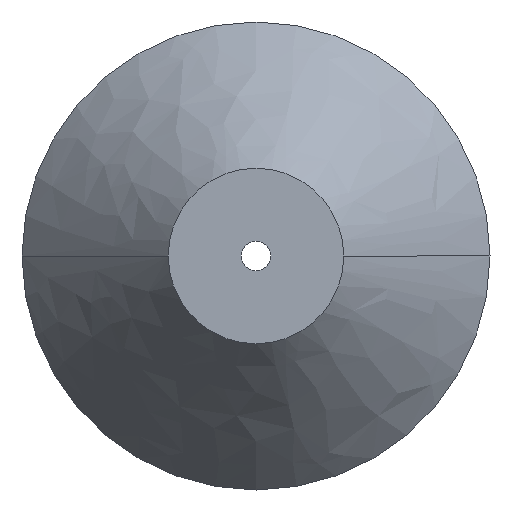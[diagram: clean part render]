
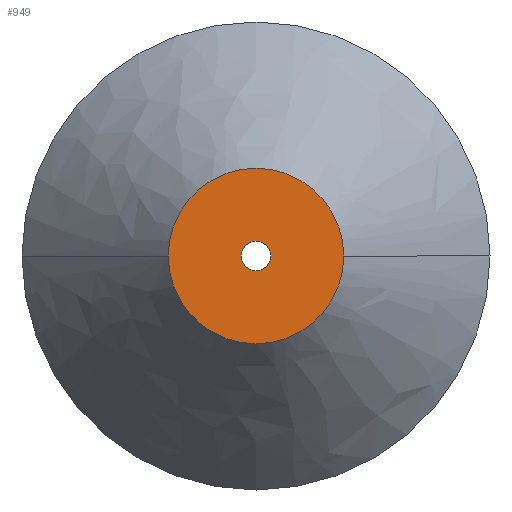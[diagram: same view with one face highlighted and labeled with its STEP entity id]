
A CAD part, front view. The second image highlights one B-rep face of the part: STEP entity #949.
In plain terms, the highlighted planar face has unit normal (0, -1, 0).
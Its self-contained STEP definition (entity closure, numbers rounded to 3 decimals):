
#30 = DIRECTION ( 'NONE',  ( 0., 0., 1. ) ) ;
#32 = ORIENTED_EDGE ( 'NONE', *, *, #51, .F. ) ;
#46 = CARTESIAN_POINT ( 'NONE',  ( 0., 0., 0. ) ) ;
#51 = EDGE_CURVE ( 'NONE', #105, #592, #364, .T. ) ;
#85 = CARTESIAN_POINT ( 'NONE',  ( 0., 0., -2.5 ) ) ;
#105 = VERTEX_POINT ( 'NONE', #577 ) ;
#110 = VERTEX_POINT ( 'NONE', #85 ) ;
#121 = PLANE ( 'NONE',  #220 ) ;
#130 = EDGE_CURVE ( 'NONE', #739, #110, #350, .T. ) ;
#154 = DIRECTION ( 'NONE',  ( 0., 1., 0. ) ) ;
#172 = ORIENTED_EDGE ( 'NONE', *, *, #830, .T. ) ;
#184 = FACE_OUTER_BOUND ( 'NONE', #467, .T. ) ;
#218 = CIRCLE ( 'NONE', #428, 15. ) ;
#220 = AXIS2_PLACEMENT_3D ( 'NONE', #46, #924, #30 ) ;
#270 = CARTESIAN_POINT ( 'NONE',  ( 0., 0., 0. ) ) ;
#315 = AXIS2_PLACEMENT_3D ( 'NONE', #270, #569, #863 ) ;
#350 = CIRCLE ( 'NONE', #773, 2.5 ) ;
#364 = CIRCLE ( 'NONE', #315, 15. ) ;
#428 = AXIS2_PLACEMENT_3D ( 'NONE', #880, #583, #807 ) ;
#467 = EDGE_LOOP ( 'NONE', ( #906, #32 ) ) ;
#527 = EDGE_CURVE ( 'NONE', #592, #105, #218, .T. ) ;
#549 = CIRCLE ( 'NONE', #654, 2.5 ) ;
#553 = FACE_BOUND ( 'NONE', #748, .T. ) ;
#569 = DIRECTION ( 'NONE',  ( 0., 1., 0. ) ) ;
#577 = CARTESIAN_POINT ( 'NONE',  ( -15., 0., 0. ) ) ;
#582 = CARTESIAN_POINT ( 'NONE',  ( 0., 0., 0. ) ) ;
#583 = DIRECTION ( 'NONE',  ( 0., 1., 0. ) ) ;
#585 = DIRECTION ( 'NONE',  ( 0., 1., 0. ) ) ;
#592 = VERTEX_POINT ( 'NONE', #707 ) ;
#654 = AXIS2_PLACEMENT_3D ( 'NONE', #582, #154, #733 ) ;
#707 = CARTESIAN_POINT ( 'NONE',  ( 15., 0., 0. ) ) ;
#733 = DIRECTION ( 'NONE',  ( 0., 0., 1. ) ) ;
#739 = VERTEX_POINT ( 'NONE', #875 ) ;
#748 = EDGE_LOOP ( 'NONE', ( #766, #172 ) ) ;
#766 = ORIENTED_EDGE ( 'NONE', *, *, #130, .T. ) ;
#773 = AXIS2_PLACEMENT_3D ( 'NONE', #878, #585, #810 ) ;
#807 = DIRECTION ( 'NONE',  ( 0., 0., 1. ) ) ;
#810 = DIRECTION ( 'NONE',  ( 0., 0., 1. ) ) ;
#830 = EDGE_CURVE ( 'NONE', #110, #739, #549, .T. ) ;
#863 = DIRECTION ( 'NONE',  ( 0., 0., 1. ) ) ;
#875 = CARTESIAN_POINT ( 'NONE',  ( 0., 0., 2.5 ) ) ;
#878 = CARTESIAN_POINT ( 'NONE',  ( 0., 0., 0. ) ) ;
#880 = CARTESIAN_POINT ( 'NONE',  ( 0., 0., 0. ) ) ;
#906 = ORIENTED_EDGE ( 'NONE', *, *, #527, .F. ) ;
#924 = DIRECTION ( 'NONE',  ( 0., 1., 0. ) ) ;
#949 = ADVANCED_FACE ( 'NONE', ( #553, #184 ), #121, .F. ) ;
